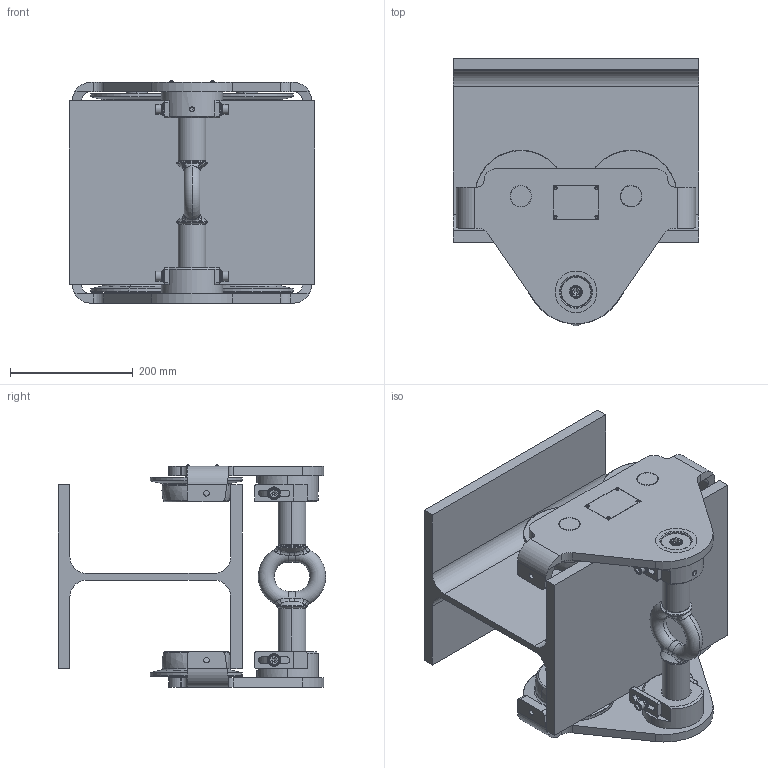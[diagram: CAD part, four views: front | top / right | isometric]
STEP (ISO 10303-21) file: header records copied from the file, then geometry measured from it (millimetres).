
FILE_DESCRIPTION (( 'STEP AP214' ), '1' );
FILE_NAME ('HTP-B 3,0t.STEP', '2018-02-07T13:02:36', ( '' ), ( '' ), 'SwSTEP 2.0', 'SolidWorks 2015', '' );
FILE_SCHEMA (( 'AUTOMOTIVE_DESIGN' ));
Length unit declared in the file: millimetre
Products named in the file (1): HTP-B 3,0t
Bounding box: 400 x 435.89 x 362.4 mm (x, y, z)
Volume: 10763560.2 mm3; surface area: 1524296.2 mm2
Topology: 59 solids, 59 shells, 1232 faces, 2794 edges, 1725 vertices
Faces by surface type: cylinder 450, plane 406, cone 180, torus 144, bspline 36, sphere 16
Entity records: 51592 total; most frequent: CARTESIAN_POINT 8926, DIRECTION 6490, ORIENTED_EDGE 5508, EDGE_CURVE 2754, AXIS2_PLACEMENT_3D 2649, VERTEX_POINT 1713, CIRCLE 1452, EDGE_LOOP 1421
